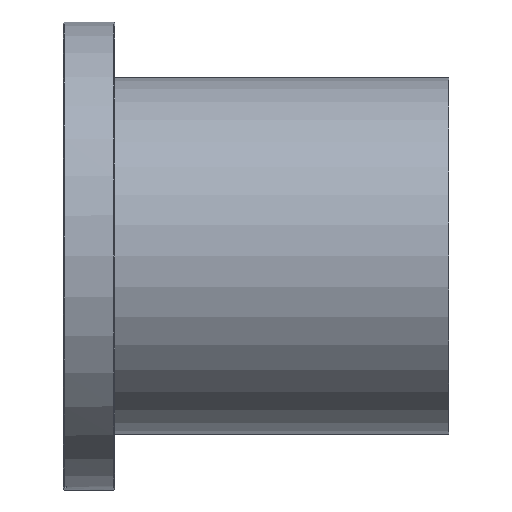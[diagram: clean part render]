
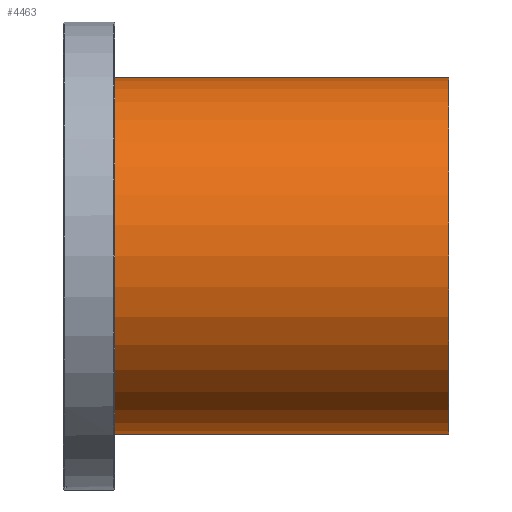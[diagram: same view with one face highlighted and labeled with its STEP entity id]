
A CAD part, left-side view. The second image highlights one B-rep face of the part: STEP entity #4463.
In plain terms, the highlighted cylindrical face has radius 77 mm (diameter 154 mm), a partial arc.
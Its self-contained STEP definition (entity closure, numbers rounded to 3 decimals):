
#10 = CARTESIAN_POINT ( 'NONE',  ( -77., 0., 0. ) ) ;
#174 = VERTEX_POINT ( 'NONE', #2658 ) ;
#385 = DIRECTION ( 'NONE',  ( 0., 0., -1. ) ) ;
#408 = EDGE_CURVE ( 'NONE', #174, #1264, #601, .T. ) ;
#431 = EDGE_CURVE ( 'NONE', #621, #3115, #464, .T. ) ;
#464 = LINE ( 'NONE', #4776, #2401 ) ;
#482 = ORIENTED_EDGE ( 'NONE', *, *, #1122, .T. ) ;
#524 = ORIENTED_EDGE ( 'NONE', *, *, #408, .F. ) ;
#601 = LINE ( 'NONE', #2077, #4460 ) ;
#621 = VERTEX_POINT ( 'NONE', #2747 ) ;
#674 = EDGE_LOOP ( 'NONE', ( #1192, #1392, #482, #524 ) ) ;
#713 = AXIS2_PLACEMENT_3D ( 'NONE', #10, #2704, #385 ) ;
#885 = DIRECTION ( 'NONE',  ( 0., 0., 1. ) ) ;
#1109 = CARTESIAN_POINT ( 'NONE',  ( -77., 0., -77. ) ) ;
#1122 = EDGE_CURVE ( 'NONE', #3115, #1264, #1450, .T. ) ;
#1192 = ORIENTED_EDGE ( 'NONE', *, *, #4514, .F. ) ;
#1264 = VERTEX_POINT ( 'NONE', #4495 ) ;
#1392 = ORIENTED_EDGE ( 'NONE', *, *, #431, .T. ) ;
#1450 = CIRCLE ( 'NONE', #713, 77. ) ;
#1703 = CARTESIAN_POINT ( 'NONE',  ( 77., 0., 0. ) ) ;
#1874 = AXIS2_PLACEMENT_3D ( 'NONE', #1703, #4403, #2105 ) ;
#2077 = CARTESIAN_POINT ( 'NONE',  ( 77., 0., 77. ) ) ;
#2105 = DIRECTION ( 'NONE',  ( 0., 0., -1. ) ) ;
#2401 = VECTOR ( 'NONE', #2455, 1000. ) ;
#2455 = DIRECTION ( 'NONE',  ( -1., 0., 0. ) ) ;
#2618 = CIRCLE ( 'NONE', #1874, 77. ) ;
#2658 = CARTESIAN_POINT ( 'NONE',  ( 77., 0., 77. ) ) ;
#2704 = DIRECTION ( 'NONE',  ( 1., 0., 0. ) ) ;
#2747 = CARTESIAN_POINT ( 'NONE',  ( 77., 0., -77. ) ) ;
#3115 = VERTEX_POINT ( 'NONE', #1109 ) ;
#3568 = CARTESIAN_POINT ( 'NONE',  ( 77., 0., 0. ) ) ;
#3771 = FACE_OUTER_BOUND ( 'NONE', #674, .T. ) ;
#3961 = DIRECTION ( 'NONE',  ( -1., 0., 0. ) ) ;
#3998 = DIRECTION ( 'NONE',  ( -1., 0., 0. ) ) ;
#4251 = CYLINDRICAL_SURFACE ( 'NONE', #4834, 77. ) ;
#4403 = DIRECTION ( 'NONE',  ( 1., 0., 0. ) ) ;
#4460 = VECTOR ( 'NONE', #3998, 1000. ) ;
#4463 = ADVANCED_FACE ( 'NONE', ( #3771 ), #4251, .T. ) ;
#4495 = CARTESIAN_POINT ( 'NONE',  ( -77., 0., 77. ) ) ;
#4514 = EDGE_CURVE ( 'NONE', #621, #174, #2618, .T. ) ;
#4776 = CARTESIAN_POINT ( 'NONE',  ( 77., 0., -77. ) ) ;
#4834 = AXIS2_PLACEMENT_3D ( 'NONE', #3568, #3961, #885 ) ;
